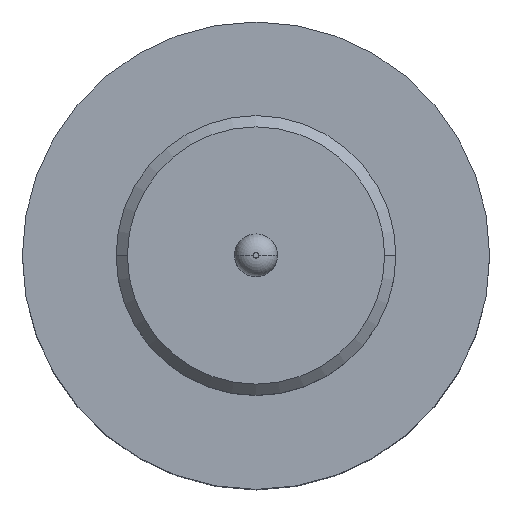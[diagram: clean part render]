
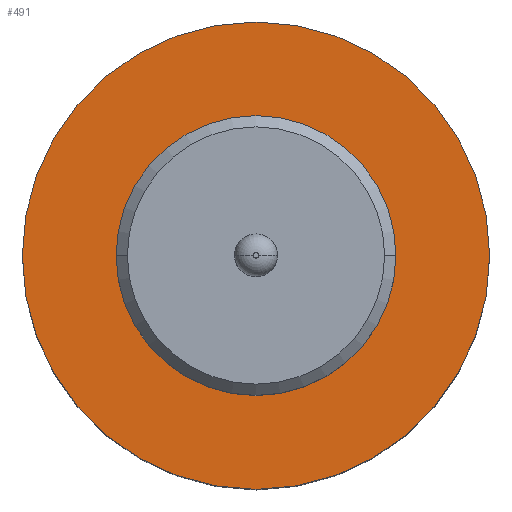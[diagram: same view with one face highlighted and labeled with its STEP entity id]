
A CAD part, top view. The second image highlights one B-rep face of the part: STEP entity #491.
In plain terms, the highlighted planar face has unit normal (0, 0, 1).
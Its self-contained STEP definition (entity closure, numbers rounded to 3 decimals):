
#2 = CARTESIAN_POINT ( 'NONE',  ( 2.08, 0., 0. ) ) ;
#22 = AXIS2_PLACEMENT_3D ( 'NONE', #231, #232, #233 ) ;
#24 = CIRCLE ( 'NONE', #22, 2.08 ) ;
#57 = AXIS2_PLACEMENT_3D ( 'NONE', #771, #772, #773 ) ;
#63 = CIRCLE ( 'NONE', #84, 2.08 ) ;
#72 = CIRCLE ( 'NONE', #57, 1.245 ) ;
#84 = AXIS2_PLACEMENT_3D ( 'NONE', #732, #733, #734 ) ;
#170 = VERTEX_POINT ( 'NONE', #2 ) ;
#171 = VERTEX_POINT ( 'NONE', #201 ) ;
#190 = VERTEX_POINT ( 'NONE', #219 ) ;
#193 = VERTEX_POINT ( 'NONE', #222 ) ;
#201 = CARTESIAN_POINT ( 'NONE',  ( -2.08, 0., 0. ) ) ;
#219 = CARTESIAN_POINT ( 'NONE',  ( -1.245, 0., 0. ) ) ;
#222 = CARTESIAN_POINT ( 'NONE',  ( 1.245, 0., 0. ) ) ;
#231 = CARTESIAN_POINT ( 'NONE',  ( 0., 0., 0. ) ) ;
#232 = DIRECTION ( 'NONE',  ( 0., 0., -1. ) ) ;
#233 = DIRECTION ( 'NONE',  ( -1., 0., 0. ) ) ;
#342 = CARTESIAN_POINT ( 'NONE',  ( 0., 2.08, 0. ) ) ;
#346 = FACE_BOUND ( 'NONE', #675, .T. ) ;
#347 = FACE_OUTER_BOUND ( 'NONE', #651, .T. ) ;
#348 = PLANE ( 'NONE',  #603 ) ;
#350 = DIRECTION ( 'NONE',  ( 0., 0., 1. ) ) ;
#351 = DIRECTION ( 'NONE',  ( 1., 0., 0. ) ) ;
#429 = CARTESIAN_POINT ( 'NONE',  ( 0., 0., 0. ) ) ;
#430 = DIRECTION ( 'NONE',  ( 0., 0., -1. ) ) ;
#431 = DIRECTION ( 'NONE',  ( -1., 0., 0. ) ) ;
#460 = EDGE_CURVE ( 'NONE', #171, #170, #24, .T. ) ;
#491 = ADVANCED_FACE ( 'NONE', ( #346, #347 ), #348, .T. ) ;
#522 = EDGE_CURVE ( 'NONE', #190, #193, #576, .T. ) ;
#576 = CIRCLE ( 'NONE', #596, 1.245 ) ;
#596 = AXIS2_PLACEMENT_3D ( 'NONE', #429, #430, #431 ) ;
#603 = AXIS2_PLACEMENT_3D ( 'NONE', #342, #350, #351 ) ;
#614 = EDGE_CURVE ( 'NONE', #170, #171, #63, .T. ) ;
#627 = EDGE_CURVE ( 'NONE', #193, #190, #72, .T. ) ;
#651 = EDGE_LOOP ( 'NONE', ( #696, #703 ) ) ;
#675 = EDGE_LOOP ( 'NONE', ( #695, #699 ) ) ;
#695 = ORIENTED_EDGE ( 'NONE', *, *, #522, .T. ) ;
#696 = ORIENTED_EDGE ( 'NONE', *, *, #460, .F. ) ;
#699 = ORIENTED_EDGE ( 'NONE', *, *, #627, .T. ) ;
#703 = ORIENTED_EDGE ( 'NONE', *, *, #614, .F. ) ;
#732 = CARTESIAN_POINT ( 'NONE',  ( 0., 0., 0. ) ) ;
#733 = DIRECTION ( 'NONE',  ( 0., 0., -1. ) ) ;
#734 = DIRECTION ( 'NONE',  ( -1., 0., 0. ) ) ;
#771 = CARTESIAN_POINT ( 'NONE',  ( 0., 0., 0. ) ) ;
#772 = DIRECTION ( 'NONE',  ( 0., 0., -1. ) ) ;
#773 = DIRECTION ( 'NONE',  ( -1., 0., 0. ) ) ;
